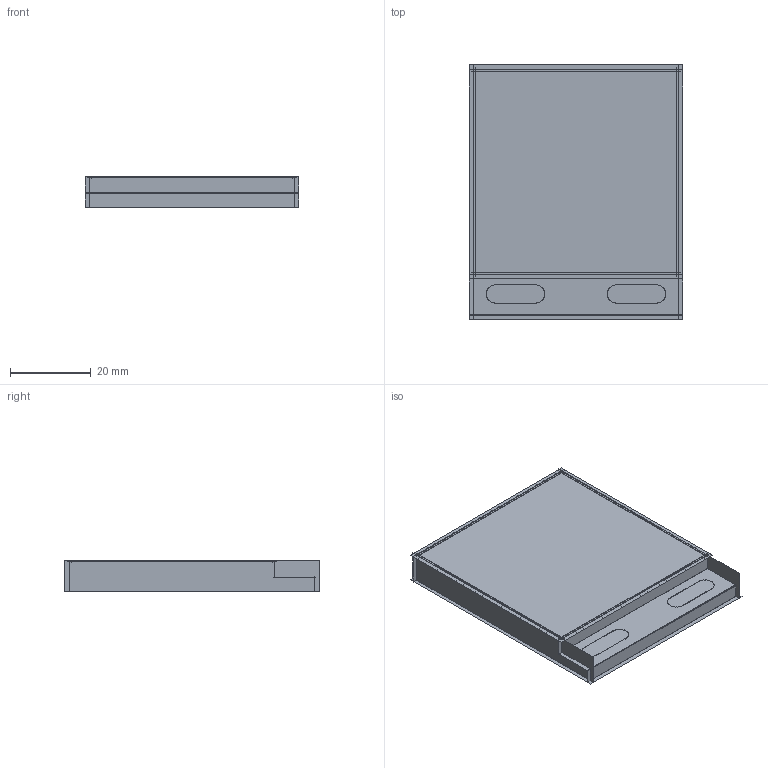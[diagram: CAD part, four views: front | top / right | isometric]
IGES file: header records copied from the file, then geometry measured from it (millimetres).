
Start section:  PTC IGES file: 214999.igs
Global section: file name: 214999.igs; native system: Creo Parametric by PTC Inc.; preprocessor: 2018300; author: pdmadmin; organization: Unknown; date: 20191101.110218; units: millimetre
Bounding box: 53.04 x 63.44 x 7.8 mm (x, y, z)
Volume: 20241.2 mm3; surface area: 35218.3 mm2
Topology: 1 solids, 1 shells, 42 faces, 200 edges, 244 vertices
Faces by surface type: bspline 34, revolution 8
